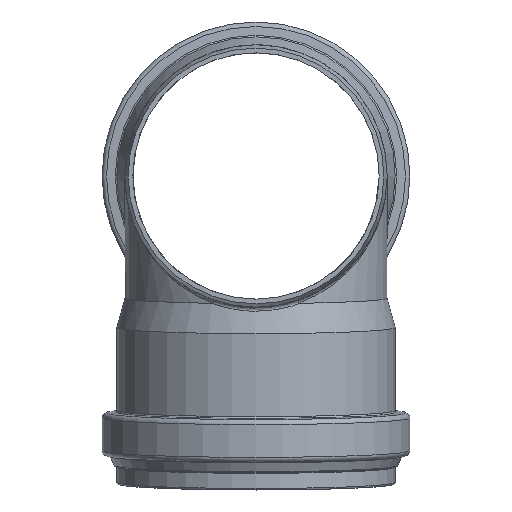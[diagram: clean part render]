
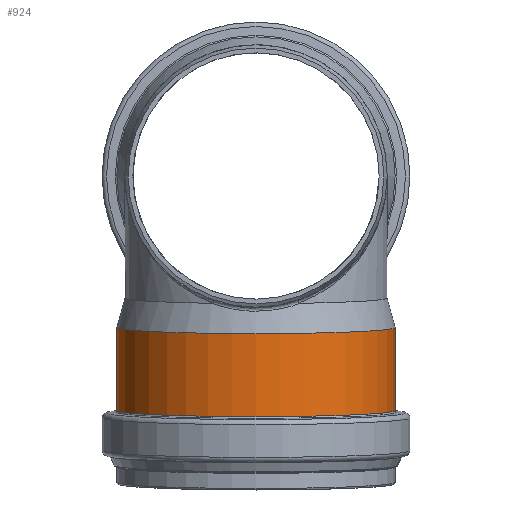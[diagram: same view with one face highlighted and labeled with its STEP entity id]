
A CAD part, front view. The second image highlights one B-rep face of the part: STEP entity #924.
In plain terms, the highlighted cylindrical face has radius 84.85 mm (diameter 169.7 mm), a full revolution.
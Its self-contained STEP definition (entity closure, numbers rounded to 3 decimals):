
#82=FACE_BOUND('',#398,.T.);
#141=CIRCLE('',#975,84.85);
#176=CIRCLE('',#1047,84.85);
#221=CYLINDRICAL_SURFACE('',#1048,84.85);
#284=FACE_OUTER_BOUND('',#397,.T.);
#397=EDGE_LOOP('',(#797));
#398=EDGE_LOOP('',(#798));
#500=VERTEX_POINT('',#1742);
#541=VERTEX_POINT('',#1994);
#595=EDGE_CURVE('',#500,#500,#141,.T.);
#640=EDGE_CURVE('',#541,#541,#176,.T.);
#797=ORIENTED_EDGE('',*,*,#640,.T.);
#798=ORIENTED_EDGE('',*,*,#595,.F.);
#924=ADVANCED_FACE('',(#284,#82),#221,.T.);
#975=AXIS2_PLACEMENT_3D('',#1743,#1146,#1147);
#1047=AXIS2_PLACEMENT_3D('',#1995,#1290,#1291);
#1048=AXIS2_PLACEMENT_3D('',#1996,#1292,#1293);
#1146=DIRECTION('center_axis',(0.,-0.044,0.999));
#1147=DIRECTION('ref_axis',(1.,0.,0.));
#1290=DIRECTION('center_axis',(0.,-0.044,0.999));
#1291=DIRECTION('ref_axis',(1.,0.,0.));
#1292=DIRECTION('center_axis',(0.,-0.044,0.999));
#1293=DIRECTION('ref_axis',(0.,-0.999,-0.044));
#1742=CARTESIAN_POINT('',(0.,-179.767,-96.12));
#1743=CARTESIAN_POINT('Origin',(0.,-94.998,-92.419));
#1994=CARTESIAN_POINT('',(0.,-177.557,-146.733));
#1995=CARTESIAN_POINT('Origin',(0.,-92.788,-143.032));
#1996=CARTESIAN_POINT('Origin',(0.,-93.893,-117.726));
